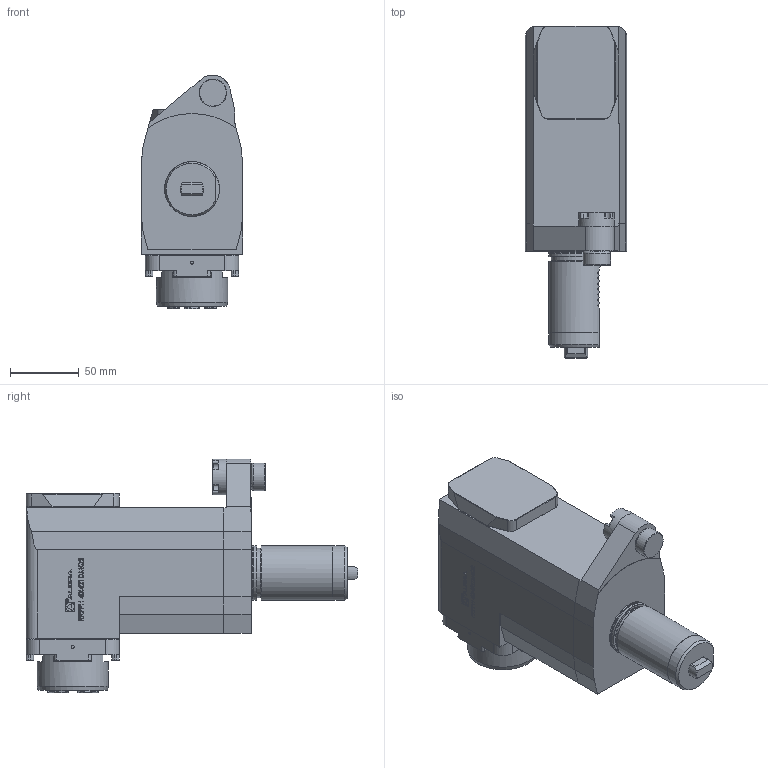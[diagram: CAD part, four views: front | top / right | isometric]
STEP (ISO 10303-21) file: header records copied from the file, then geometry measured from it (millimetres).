
FILE_DESCRIPTION (( 'STEP AP214' ), '1' );
FILE_NAME ('RRPPH40I421DMQ2.STEP', '2024-07-15T12:44:00', ( '' ), ( '' ), 'SwSTEP 2.0', 'SolidWorks 2023', '' );
FILE_SCHEMA (( 'AUTOMOTIVE_DESIGN' ));
Length unit declared in the file: millimetre
Products named in the file (1): RRPPH40I421DMQ2
Bounding box: 74 x 241.8 x 170.31 mm (x, y, z)
Volume: 1363366.4 mm3; surface area: 92318 mm2
Topology: 1 solids, 2 shells, 621 faces, 1625 edges, 1069 vertices
Faces by surface type: plane 386, cylinder 112, bspline 93, cone 24, torus 6
Full cylindrical faces by diameter (mm): 1.7 x1, 2.1 x1, 6.366 x1, 15 x1, 20 x1, 26 x1, 36 x1, 39.6 x1, 40 x2, 52 x1
Entity records: 28182 total; most frequent: CARTESIAN_POINT 10290, ORIENTED_EDGE 3192, DIRECTION 2608, EDGE_CURVE 1596, VERTEX_POINT 1062, VECTOR 1044, LINE 1044, AXIS2_PLACEMENT_3D 782
